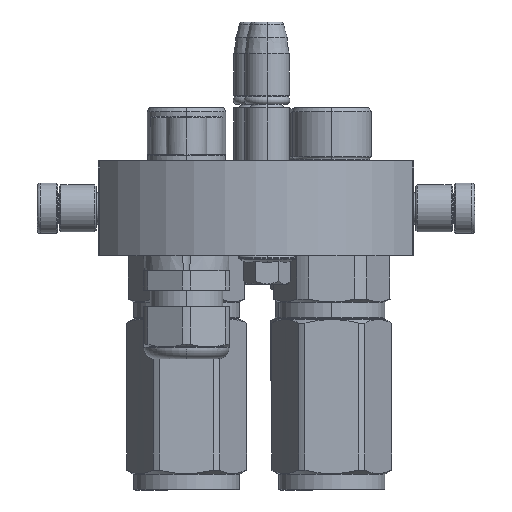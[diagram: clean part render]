
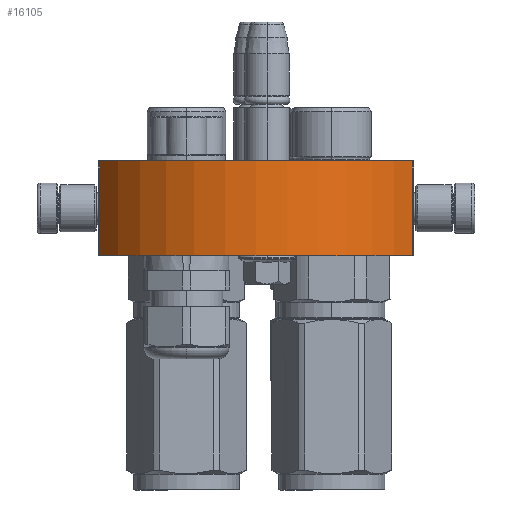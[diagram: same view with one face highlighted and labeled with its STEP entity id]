
A CAD part, left-side view. The second image highlights one B-rep face of the part: STEP entity #16105.
In plain terms, the highlighted cylindrical face has radius 57.25 mm (diameter 114.5 mm), a partial arc.
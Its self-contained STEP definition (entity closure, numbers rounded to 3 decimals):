
#1882 = CIRCLE ( 'NONE', #25324, 57.25 ) ;
#2502 = DIRECTION ( 'NONE',  ( 0., 1., 0. ) ) ;
#3704 = CIRCLE ( 'NONE', #6022, 57.25 ) ;
#6022 = AXIS2_PLACEMENT_3D ( 'NONE', #41468, #8831, #27094 ) ;
#7148 = LINE ( 'NONE', #58125, #41931 ) ;
#8831 = DIRECTION ( 'NONE',  ( 0., 1., 0. ) ) ;
#8931 = ORIENTED_EDGE ( 'NONE', *, *, #37486, .F. ) ;
#12593 = EDGE_CURVE ( 'NONE', #22846, #32306, #7148, .T. ) ;
#15739 = CARTESIAN_POINT ( 'NONE',  ( 0., 0., 0. ) ) ;
#16105 = ADVANCED_FACE ( 'NONE', ( #36434 ), #21169, .T. ) ;
#16213 = DIRECTION ( 'NONE',  ( 0., 1., 0. ) ) ;
#16827 = CARTESIAN_POINT ( 'NONE',  ( 49.5, 0., -28.763 ) ) ;
#17215 = CARTESIAN_POINT ( 'NONE',  ( -49.5, 0., -28.763 ) ) ;
#18279 = AXIS2_PLACEMENT_3D ( 'NONE', #59060, #40115, #31173 ) ;
#21169 = CYLINDRICAL_SURFACE ( 'NONE', #18279, 57.25 ) ;
#22846 = VERTEX_POINT ( 'NONE', #17215 ) ;
#23070 = EDGE_CURVE ( 'NONE', #38108, #22846, #1882, .T. ) ;
#24841 = DIRECTION ( 'NONE',  ( 0.865, 0., -0.502 ) ) ;
#25011 = EDGE_LOOP ( 'NONE', ( #41707, #8931, #33595, #38490 ) ) ;
#25324 = AXIS2_PLACEMENT_3D ( 'NONE', #15739, #48167, #24841 ) ;
#25573 = EDGE_CURVE ( 'NONE', #47030, #32306, #3704, .T. ) ;
#27094 = DIRECTION ( 'NONE',  ( 0.865, 0., -0.502 ) ) ;
#31173 = DIRECTION ( 'NONE',  ( 1., 0., 0. ) ) ;
#32306 = VERTEX_POINT ( 'NONE', #56719 ) ;
#33595 = ORIENTED_EDGE ( 'NONE', *, *, #23070, .T. ) ;
#35284 = VECTOR ( 'NONE', #16213, 1000. ) ;
#36434 = FACE_OUTER_BOUND ( 'NONE', #25011, .T. ) ;
#37486 = EDGE_CURVE ( 'NONE', #38108, #47030, #38199, .T. ) ;
#38108 = VERTEX_POINT ( 'NONE', #55652 ) ;
#38199 = LINE ( 'NONE', #16827, #35284 ) ;
#38490 = ORIENTED_EDGE ( 'NONE', *, *, #12593, .T. ) ;
#40115 = DIRECTION ( 'NONE',  ( 0., -1., 0. ) ) ;
#41468 = CARTESIAN_POINT ( 'NONE',  ( 0., 30., 0. ) ) ;
#41707 = ORIENTED_EDGE ( 'NONE', *, *, #25573, .F. ) ;
#41931 = VECTOR ( 'NONE', #2502, 1000. ) ;
#47030 = VERTEX_POINT ( 'NONE', #51193 ) ;
#48167 = DIRECTION ( 'NONE',  ( 0., 1., 0. ) ) ;
#51193 = CARTESIAN_POINT ( 'NONE',  ( 49.5, 30., -28.763 ) ) ;
#55652 = CARTESIAN_POINT ( 'NONE',  ( 49.5, 0., -28.763 ) ) ;
#56719 = CARTESIAN_POINT ( 'NONE',  ( -49.5, 30., -28.763 ) ) ;
#58125 = CARTESIAN_POINT ( 'NONE',  ( -49.5, 0., -28.763 ) ) ;
#59060 = CARTESIAN_POINT ( 'NONE',  ( 0., 0., 0. ) ) ;
